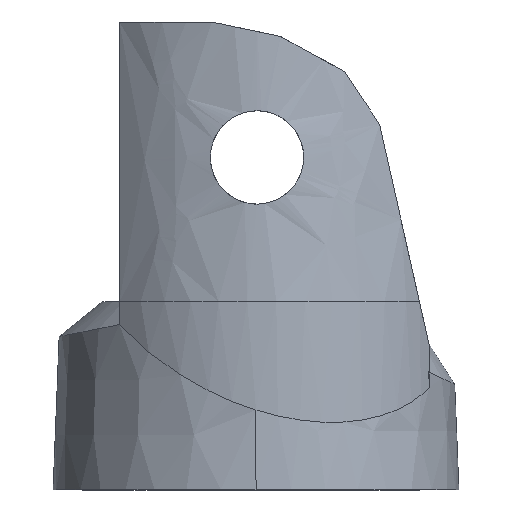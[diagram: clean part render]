
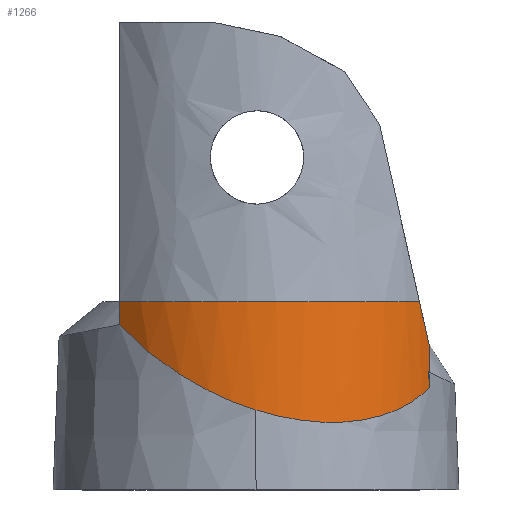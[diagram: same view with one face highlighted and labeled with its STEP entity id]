
A CAD part, left-side view. The second image highlights one B-rep face of the part: STEP entity #1266.
In plain terms, the highlighted cylindrical face has radius 6.561 mm (diameter 13.122 mm), a partial arc.
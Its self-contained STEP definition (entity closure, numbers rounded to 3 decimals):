
#6 = DIRECTION ( 'NONE',  ( 0., 0., 1. ) ) ;
#21 = ORIENTED_EDGE ( 'NONE', *, *, #1030, .T. ) ;
#31 = VERTEX_POINT ( 'NONE', #1164 ) ;
#56 = ORIENTED_EDGE ( 'NONE', *, *, #819, .T. ) ;
#72 = CARTESIAN_POINT ( 'NONE',  ( 4.392, 28.797, 3.6 ) ) ;
#83 = CARTESIAN_POINT ( 'NONE',  ( 4.317, 27.862, 3.261 ) ) ;
#85 = CARTESIAN_POINT ( 'NONE',  ( 7.218, 22.336, 6.931 ) ) ;
#99 = CARTESIAN_POINT ( 'NONE',  ( 10.878, 27.781, 6.931 ) ) ;
#103 = AXIS2_PLACEMENT_3D ( 'NONE', #665, #1511, #418 ) ;
#119 = VECTOR ( 'NONE', #870, 1000. ) ;
#146 = B_SPLINE_CURVE_WITH_KNOTS ( 'NONE', 3,
 ( #623, #1473, #499, #976 ),
 .UNSPECIFIED., .F., .F.,
 ( 4, 4 ),
 ( 0.47, 1. ),
 .UNSPECIFIED. ) ;
#176 = FACE_OUTER_BOUND ( 'NONE', #216, .T. ) ;
#189 = CARTESIAN_POINT ( 'NONE',  ( 4.317, 27.862, 3.261 ) ) ;
#195 = CARTESIAN_POINT ( 'NONE',  ( 6.016, 32.205, 5.852 ) ) ;
#203 = AXIS2_PLACEMENT_3D ( 'NONE', #99, #1461, #1577 ) ;
#216 = EDGE_LOOP ( 'NONE', ( #254, #1236, #21, #230, #1492, #766, #491, #771, #56 ) ) ;
#230 = ORIENTED_EDGE ( 'NONE', *, *, #313, .F. ) ;
#239 = CIRCLE ( 'NONE', #103, 6.561 ) ;
#254 = ORIENTED_EDGE ( 'NONE', *, *, #454, .T. ) ;
#274 = DIRECTION ( 'NONE',  ( -1., 0., 0. ) ) ;
#285 = CIRCLE ( 'NONE', #203, 6.561 ) ;
#313 = EDGE_CURVE ( 'NONE', #1025, #1438, #239, .T. ) ;
#315 = B_SPLINE_CURVE_WITH_KNOTS ( 'NONE', 3,
 ( #189, #1313, #1175, #1432, #703, #482, #1085, #1338, #594, #1342, #360, #604, #1093, #1568, #1203, #1196, #1456, #1218 ),
 .UNSPECIFIED., .F., .F.,
 ( 4, 2, 2, 2, 2, 2, 2, 2, 4 ),
 ( 0.006, 0.007, 0.008, 0.009, 0.01, 0.01, 0.011, 0.012, 0.013 ),
 .UNSPECIFIED. ) ;
#328 = B_SPLINE_CURVE_WITH_KNOTS ( 'NONE', 3,
 ( #939, #195, #465, #1435, #1420, #1320, #574, #455, #1426, #685, #72, #690, #1190, #83 ),
 .UNSPECIFIED., .F., .F.,
 ( 4, 2, 2, 2, 2, 2, 4 ),
 ( 0., 0.001, 0.003, 0.004, 0.004, 0.005, 0.006 ),
 .UNSPECIFIED. ) ;
#350 = VERTEX_POINT ( 'NONE', #1124 ) ;
#360 = CARTESIAN_POINT ( 'NONE',  ( 5.598, 23.875, 2.996 ) ) ;
#400 = CARTESIAN_POINT ( 'NONE',  ( 7.218, 22.336, 6.931 ) ) ;
#418 = DIRECTION ( 'NONE',  ( -1., 0., 0. ) ) ;
#427 = VERTEX_POINT ( 'NONE', #1379 ) ;
#440 = EDGE_CURVE ( 'NONE', #1501, #427, #1183, .T. ) ;
#454 = EDGE_CURVE ( 'NONE', #1539, #31, #660, .T. ) ;
#455 = CARTESIAN_POINT ( 'NONE',  ( 4.591, 29.672, 4.014 ) ) ;
#465 = CARTESIAN_POINT ( 'NONE',  ( 5.755, 31.901, 5.563 ) ) ;
#480 = CARTESIAN_POINT ( 'NONE',  ( 10.878, 27.781, 6.931 ) ) ;
#482 = CARTESIAN_POINT ( 'NONE',  ( 4.623, 25.779, 2.854 ) ) ;
#491 = ORIENTED_EDGE ( 'NONE', *, *, #440, .F. ) ;
#499 = CARTESIAN_POINT ( 'NONE',  ( 6.818, 22.621, 6.931 ) ) ;
#500 = CARTESIAN_POINT ( 'NONE',  ( 4.815, 25.274, 6.931 ) ) ;
#501 =( BOUNDED_CURVE ( )  B_SPLINE_CURVE ( 3, ( #400, #649, #1011, #1113 ),
 .UNSPECIFIED., .F., .F. ) 
 B_SPLINE_CURVE_WITH_KNOTS ( ( 4, 4 ),
 ( 2.55, 2.649 ),
 .UNSPECIFIED. ) 
 CURVE ( )  GEOMETRIC_REPRESENTATION_ITEM ( )  RATIONAL_B_SPLINE_CURVE ( ( 1., 0.999, 0.999, 1. ) ) 
 REPRESENTATION_ITEM ( '' )  );
#534 = CARTESIAN_POINT ( 'NONE',  ( 6.302, 32.483, 6.152 ) ) ;
#557 = DIRECTION ( 'NONE',  ( 0., 0., 1. ) ) ;
#569 = DIRECTION ( 'NONE',  ( 1., 0., 0. ) ) ;
#571 = CARTESIAN_POINT ( 'NONE',  ( 6.631, 22.78, 6.931 ) ) ;
#574 = CARTESIAN_POINT ( 'NONE',  ( 4.732, 30.089, 4.246 ) ) ;
#594 = CARTESIAN_POINT ( 'NONE',  ( 5.106, 24.646, 2.868 ) ) ;
#597 = CARTESIAN_POINT ( 'NONE',  ( 4.73, 30.073, 6.931 ) ) ;
#604 = CARTESIAN_POINT ( 'NONE',  ( 5.977, 23.409, 3.134 ) ) ;
#605 = EDGE_CURVE ( 'NONE', #1372, #31, #501, .T. ) ;
#623 = CARTESIAN_POINT ( 'NONE',  ( 7.218, 22.336, 6.931 ) ) ;
#638 = VECTOR ( 'NONE', #6, 1000. ) ;
#649 = CARTESIAN_POINT ( 'NONE',  ( 7.399, 22.215, 6.39 ) ) ;
#660 = LINE ( 'NONE', #1019, #119 ) ;
#665 = CARTESIAN_POINT ( 'NONE',  ( 10.878, 27.781, 6.931 ) ) ;
#685 = CARTESIAN_POINT ( 'NONE',  ( 4.431, 29.021, 3.697 ) ) ;
#690 = CARTESIAN_POINT ( 'NONE',  ( 4.336, 28.336, 3.419 ) ) ;
#703 = CARTESIAN_POINT ( 'NONE',  ( 4.463, 26.37, 2.916 ) ) ;
#766 = ORIENTED_EDGE ( 'NONE', *, *, #927, .F. ) ;
#771 = ORIENTED_EDGE ( 'NONE', *, *, #810, .T. ) ;
#782 = DIRECTION ( 'NONE',  ( 0., 0., 1. ) ) ;
#810 = EDGE_CURVE ( 'NONE', #1501, #350, #328, .T. ) ;
#819 = EDGE_CURVE ( 'NONE', #350, #1539, #315, .T. ) ;
#869 = VERTEX_POINT ( 'NONE', #597 ) ;
#870 = DIRECTION ( 'NONE',  ( 0., 0., 1. ) ) ;
#899 = CIRCLE ( 'NONE', #1053, 6.561 ) ;
#927 = EDGE_CURVE ( 'NONE', #427, #869, #285, .T. ) ;
#939 = CARTESIAN_POINT ( 'NONE',  ( 6.302, 32.483, 6.152 ) ) ;
#942 = AXIS2_PLACEMENT_3D ( 'NONE', #1150, #557, #569 ) ;
#976 = CARTESIAN_POINT ( 'NONE',  ( 6.631, 22.78, 6.931 ) ) ;
#1011 = CARTESIAN_POINT ( 'NONE',  ( 7.585, 22.102, 5.89 ) ) ;
#1019 = CARTESIAN_POINT ( 'NONE',  ( 7.777, 21.999, 0.554 ) ) ;
#1025 = VERTEX_POINT ( 'NONE', #500 ) ;
#1030 = EDGE_CURVE ( 'NONE', #1372, #1438, #146, .T. ) ;
#1053 = AXIS2_PLACEMENT_3D ( 'NONE', #480, #782, #274 ) ;
#1085 = CARTESIAN_POINT ( 'NONE',  ( 4.723, 25.489, 2.84 ) ) ;
#1093 = CARTESIAN_POINT ( 'NONE',  ( 6.183, 23.189, 3.219 ) ) ;
#1113 = CARTESIAN_POINT ( 'NONE',  ( 7.777, 21.999, 5.431 ) ) ;
#1124 = CARTESIAN_POINT ( 'NONE',  ( 4.317, 27.862, 3.261 ) ) ;
#1136 = CARTESIAN_POINT ( 'NONE',  ( 6.302, 32.483, 0.554 ) ) ;
#1150 = CARTESIAN_POINT ( 'NONE',  ( 10.878, 27.781, 0.554 ) ) ;
#1161 = CYLINDRICAL_SURFACE ( 'NONE', #942, 6.561 ) ;
#1164 = CARTESIAN_POINT ( 'NONE',  ( 7.777, 21.999, 5.431 ) ) ;
#1175 = CARTESIAN_POINT ( 'NONE',  ( 4.33, 27.272, 3.091 ) ) ;
#1183 = LINE ( 'NONE', #1136, #638 ) ;
#1190 = CARTESIAN_POINT ( 'NONE',  ( 4.32, 28.099, 3.335 ) ) ;
#1196 = CARTESIAN_POINT ( 'NONE',  ( 7.295, 22.278, 3.764 ) ) ;
#1203 = CARTESIAN_POINT ( 'NONE',  ( 6.833, 22.608, 3.523 ) ) ;
#1218 = CARTESIAN_POINT ( 'NONE',  ( 7.777, 21.999, 4.037 ) ) ;
#1236 = ORIENTED_EDGE ( 'NONE', *, *, #605, .F. ) ;
#1266 = ADVANCED_FACE ( 'NONE', ( #176 ), #1161, .T. ) ;
#1269 = CARTESIAN_POINT ( 'NONE',  ( 7.777, 21.999, 4.037 ) ) ;
#1313 = CARTESIAN_POINT ( 'NONE',  ( 4.314, 27.568, 3.169 ) ) ;
#1320 = CARTESIAN_POINT ( 'NONE',  ( 4.813, 30.293, 4.368 ) ) ;
#1338 = CARTESIAN_POINT ( 'NONE',  ( 4.964, 24.925, 2.847 ) ) ;
#1342 = CARTESIAN_POINT ( 'NONE',  ( 5.423, 24.122, 2.942 ) ) ;
#1372 = VERTEX_POINT ( 'NONE', #85 ) ;
#1379 = CARTESIAN_POINT ( 'NONE',  ( 6.302, 32.483, 6.931 ) ) ;
#1420 = CARTESIAN_POINT ( 'NONE',  ( 5.078, 30.879, 4.744 ) ) ;
#1426 = CARTESIAN_POINT ( 'NONE',  ( 4.531, 29.459, 3.904 ) ) ;
#1432 = CARTESIAN_POINT ( 'NONE',  ( 4.404, 26.674, 2.965 ) ) ;
#1435 = CARTESIAN_POINT ( 'NONE',  ( 5.286, 31.238, 5.009 ) ) ;
#1438 = VERTEX_POINT ( 'NONE', #571 ) ;
#1456 = CARTESIAN_POINT ( 'NONE',  ( 7.536, 22.129, 3.897 ) ) ;
#1460 = EDGE_CURVE ( 'NONE', #869, #1025, #899, .T. ) ;
#1461 = DIRECTION ( 'NONE',  ( 0., 0., 1. ) ) ;
#1473 = CARTESIAN_POINT ( 'NONE',  ( 7.014, 22.473, 6.931 ) ) ;
#1492 = ORIENTED_EDGE ( 'NONE', *, *, #1460, .F. ) ;
#1501 = VERTEX_POINT ( 'NONE', #534 ) ;
#1511 = DIRECTION ( 'NONE',  ( 0., 0., 1. ) ) ;
#1539 = VERTEX_POINT ( 'NONE', #1269 ) ;
#1568 = CARTESIAN_POINT ( 'NONE',  ( 6.61, 22.789, 3.414 ) ) ;
#1577 = DIRECTION ( 'NONE',  ( -1., 0., 0. ) ) ;
